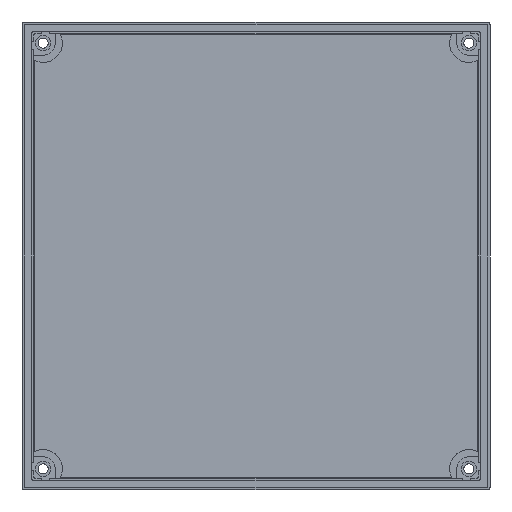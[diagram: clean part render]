
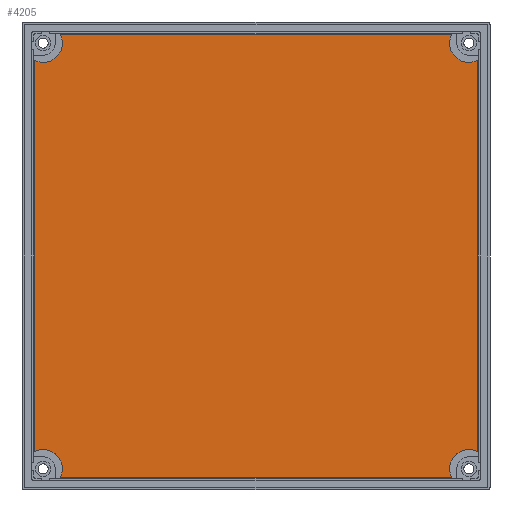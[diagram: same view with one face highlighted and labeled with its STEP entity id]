
A CAD part, front view. The second image highlights one B-rep face of the part: STEP entity #4205.
In plain terms, the highlighted planar face has unit normal (0, -1, 0).
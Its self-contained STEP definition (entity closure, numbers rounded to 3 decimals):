
#271 = CIRCLE ( 'NONE', #3229, 16.3 ) ;
#279 = CIRCLE ( 'NONE', #871, 16.3 ) ;
#309 = FACE_OUTER_BOUND ( 'NONE', #1996, .T. ) ;
#352 = LINE ( 'NONE', #3289, #1528 ) ;
#388 = DIRECTION ( 'NONE',  ( 0., 1., 0. ) ) ;
#404 = CARTESIAN_POINT ( 'NONE',  ( -181., 36., -181. ) ) ;
#426 = DIRECTION ( 'NONE',  ( 0., 1., 0. ) ) ;
#516 = CARTESIAN_POINT ( 'NONE',  ( -188.393, 36., -166.473 ) ) ;
#532 = VERTEX_POINT ( 'NONE', #5125 ) ;
#602 = DIRECTION ( 'NONE',  ( 0., 0., -1. ) ) ;
#612 = ORIENTED_EDGE ( 'NONE', *, *, #3727, .F. ) ;
#680 = EDGE_CURVE ( 'NONE', #2684, #3339, #1009, .T. ) ;
#692 = EDGE_CURVE ( 'NONE', #3076, #3339, #2650, .T. ) ;
#703 = CARTESIAN_POINT ( 'NONE',  ( 181., 36., 181. ) ) ;
#752 = DIRECTION ( 'NONE',  ( 0., 0., 1. ) ) ;
#775 = DIRECTION ( 'NONE',  ( 0., -1., 0. ) ) ;
#845 = ORIENTED_EDGE ( 'NONE', *, *, #1332, .F. ) ;
#871 = AXIS2_PLACEMENT_3D ( 'NONE', #2201, #3002, #602 ) ;
#923 = VERTEX_POINT ( 'NONE', #3464 ) ;
#970 = ORIENTED_EDGE ( 'NONE', *, *, #4757, .F. ) ;
#980 = ORIENTED_EDGE ( 'NONE', *, *, #2215, .T. ) ;
#1009 = LINE ( 'NONE', #3070, #3657 ) ;
#1025 = CIRCLE ( 'NONE', #1733, 16.3 ) ;
#1060 = DIRECTION ( 'NONE',  ( 0., 1., 0. ) ) ;
#1080 = CARTESIAN_POINT ( 'NONE',  ( -181., 36., -164.7 ) ) ;
#1332 = EDGE_CURVE ( 'NONE', #3076, #532, #352, .T. ) ;
#1379 = EDGE_CURVE ( 'NONE', #923, #532, #1025, .T. ) ;
#1414 = VERTEX_POINT ( 'NONE', #1080 ) ;
#1528 = VECTOR ( 'NONE', #3262, 1000. ) ;
#1601 = CARTESIAN_POINT ( 'NONE',  ( -166.473, 36., -188.393 ) ) ;
#1733 = AXIS2_PLACEMENT_3D ( 'NONE', #3331, #3718, #4121 ) ;
#1875 = CARTESIAN_POINT ( 'NONE',  ( -166.473, 36., 188.393 ) ) ;
#1934 = CARTESIAN_POINT ( 'NONE',  ( -188.393, 36., 188.87 ) ) ;
#1996 = EDGE_LOOP ( 'NONE', ( #3613, #5030, #845, #2350, #3051, #2106, #970, #4354, #980, #612 ) ) ;
#2016 = DIRECTION ( 'NONE',  ( 0., 0., -1. ) ) ;
#2048 = CIRCLE ( 'NONE', #4246, 16.3 ) ;
#2073 = CARTESIAN_POINT ( 'NONE',  ( 166.473, 36., 188.393 ) ) ;
#2106 = ORIENTED_EDGE ( 'NONE', *, *, #2649, .T. ) ;
#2201 = CARTESIAN_POINT ( 'NONE',  ( -181., 36., 181. ) ) ;
#2215 = EDGE_CURVE ( 'NONE', #1414, #3706, #2048, .T. ) ;
#2325 = AXIS2_PLACEMENT_3D ( 'NONE', #4739, #775, #4795 ) ;
#2350 = ORIENTED_EDGE ( 'NONE', *, *, #692, .T. ) ;
#2372 = AXIS2_PLACEMENT_3D ( 'NONE', #703, #1060, #3514 ) ;
#2374 = PLANE ( 'NONE',  #2325 ) ;
#2385 = DIRECTION ( 'NONE',  ( 0., 0., 1. ) ) ;
#2649 = EDGE_CURVE ( 'NONE', #2684, #5078, #279, .T. ) ;
#2650 = CIRCLE ( 'NONE', #2372, 16.3 ) ;
#2684 = VERTEX_POINT ( 'NONE', #1875 ) ;
#2784 = EDGE_CURVE ( 'NONE', #3444, #1414, #3169, .T. ) ;
#2899 = CARTESIAN_POINT ( 'NONE',  ( -181., 36., -181. ) ) ;
#3002 = DIRECTION ( 'NONE',  ( 0., 1., 0. ) ) ;
#3033 = VECTOR ( 'NONE', #4368, 1000. ) ;
#3051 = ORIENTED_EDGE ( 'NONE', *, *, #680, .F. ) ;
#3053 = LINE ( 'NONE', #1934, #3316 ) ;
#3070 = CARTESIAN_POINT ( 'NONE',  ( 188.87, 36., 188.393 ) ) ;
#3076 = VERTEX_POINT ( 'NONE', #4140 ) ;
#3144 = CARTESIAN_POINT ( 'NONE',  ( -188.87, 36., -188.393 ) ) ;
#3169 = CIRCLE ( 'NONE', #3288, 16.3 ) ;
#3213 = CARTESIAN_POINT ( 'NONE',  ( 181., 36., -181. ) ) ;
#3229 = AXIS2_PLACEMENT_3D ( 'NONE', #3213, #426, #2016 ) ;
#3262 = DIRECTION ( 'NONE',  ( 0., 0., -1. ) ) ;
#3288 = AXIS2_PLACEMENT_3D ( 'NONE', #404, #388, #2385 ) ;
#3289 = CARTESIAN_POINT ( 'NONE',  ( 188.393, 36., -188.87 ) ) ;
#3303 = CARTESIAN_POINT ( 'NONE',  ( 166.473, 36., -188.393 ) ) ;
#3316 = VECTOR ( 'NONE', #752, 1000. ) ;
#3331 = CARTESIAN_POINT ( 'NONE',  ( 181., 36., -181. ) ) ;
#3339 = VERTEX_POINT ( 'NONE', #2073 ) ;
#3374 = EDGE_CURVE ( 'NONE', #3427, #923, #271, .T. ) ;
#3427 = VERTEX_POINT ( 'NONE', #3303 ) ;
#3444 = VERTEX_POINT ( 'NONE', #516 ) ;
#3464 = CARTESIAN_POINT ( 'NONE',  ( 181., 36., -164.7 ) ) ;
#3514 = DIRECTION ( 'NONE',  ( 0., 0., 1. ) ) ;
#3613 = ORIENTED_EDGE ( 'NONE', *, *, #3374, .T. ) ;
#3657 = VECTOR ( 'NONE', #3884, 1000. ) ;
#3693 = DIRECTION ( 'NONE',  ( 0., 0., 1. ) ) ;
#3706 = VERTEX_POINT ( 'NONE', #1601 ) ;
#3718 = DIRECTION ( 'NONE',  ( 0., 1., 0. ) ) ;
#3727 = EDGE_CURVE ( 'NONE', #3427, #3706, #5009, .T. ) ;
#3884 = DIRECTION ( 'NONE',  ( 1., 0., 0. ) ) ;
#4121 = DIRECTION ( 'NONE',  ( 0., 0., -1. ) ) ;
#4140 = CARTESIAN_POINT ( 'NONE',  ( 188.393, 36., 166.473 ) ) ;
#4205 = ADVANCED_FACE ( 'NONE', ( #309 ), #2374, .T. ) ;
#4246 = AXIS2_PLACEMENT_3D ( 'NONE', #2899, #4895, #3693 ) ;
#4354 = ORIENTED_EDGE ( 'NONE', *, *, #2784, .T. ) ;
#4368 = DIRECTION ( 'NONE',  ( -1., 0., 0. ) ) ;
#4739 = CARTESIAN_POINT ( 'NONE',  ( 199., 36., 199. ) ) ;
#4757 = EDGE_CURVE ( 'NONE', #3444, #5078, #3053, .T. ) ;
#4795 = DIRECTION ( 'NONE',  ( 0., 0., -1. ) ) ;
#4880 = CARTESIAN_POINT ( 'NONE',  ( -188.393, 36., 166.473 ) ) ;
#4895 = DIRECTION ( 'NONE',  ( 0., 1., 0. ) ) ;
#5009 = LINE ( 'NONE', #3144, #3033 ) ;
#5030 = ORIENTED_EDGE ( 'NONE', *, *, #1379, .T. ) ;
#5078 = VERTEX_POINT ( 'NONE', #4880 ) ;
#5125 = CARTESIAN_POINT ( 'NONE',  ( 188.393, 36., -166.473 ) ) ;
